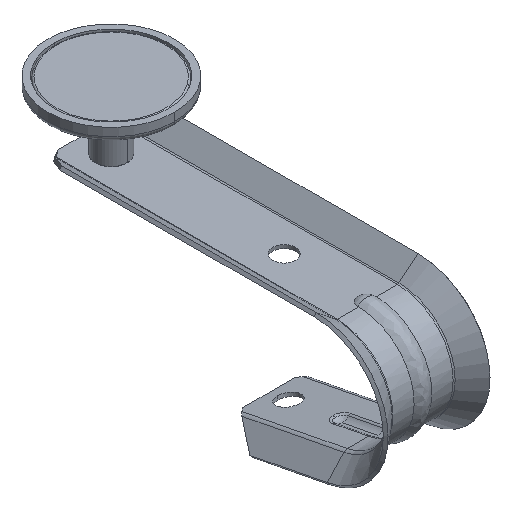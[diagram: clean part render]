
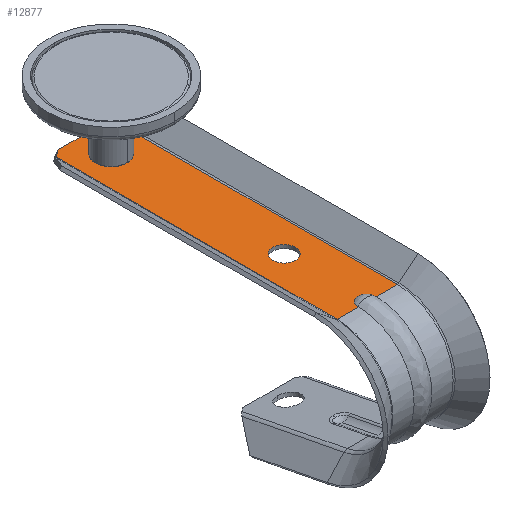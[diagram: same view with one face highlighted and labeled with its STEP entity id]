
A CAD part, isometric view. The second image highlights one B-rep face of the part: STEP entity #12877.
In plain terms, the highlighted planar face has unit normal (0, 0, 1).
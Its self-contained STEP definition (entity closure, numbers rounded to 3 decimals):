
#106 = LINE ( 'NONE', #1250, #13200 ) ;
#145 = VECTOR ( 'NONE', #9485, 1000. ) ;
#162 = EDGE_CURVE ( 'NONE', #8866, #9585, #2726, .T. ) ;
#177 = VECTOR ( 'NONE', #10307, 1000. ) ;
#351 = CARTESIAN_POINT ( 'NONE',  ( -2.794, -90.373, 1.067 ) ) ;
#862 = CARTESIAN_POINT ( 'NONE',  ( -9.525, -90.373, 1.067 ) ) ;
#925 = ORIENTED_EDGE ( 'NONE', *, *, #12277, .T. ) ;
#964 = CARTESIAN_POINT ( 'NONE',  ( 0., -64.135, 1.067 ) ) ;
#1132 = VECTOR ( 'NONE', #5730, 1000. ) ;
#1250 = CARTESIAN_POINT ( 'NONE',  ( -2.794, -90.119, 1.067 ) ) ;
#1430 = ORIENTED_EDGE ( 'NONE', *, *, #10520, .T. ) ;
#1498 = AXIS2_PLACEMENT_3D ( 'NONE', #8295, #4527, #13014 ) ;
#1517 = CIRCLE ( 'NONE', #9396, 3.556 ) ;
#1543 = EDGE_LOOP ( 'NONE', ( #13293, #7736 ) ) ;
#1573 = EDGE_CURVE ( 'NONE', #9585, #8866, #5708, .T. ) ;
#1607 = CARTESIAN_POINT ( 'NONE',  ( -9.525, 0., 1.067 ) ) ;
#1721 = ORIENTED_EDGE ( 'NONE', *, *, #14525, .F. ) ;
#1880 = VERTEX_POINT ( 'NONE', #11288 ) ;
#2373 = CIRCLE ( 'NONE', #8044, 3.556 ) ;
#2434 = CARTESIAN_POINT ( 'NONE',  ( 9.525, -1.697, 1.067 ) ) ;
#2489 = AXIS2_PLACEMENT_3D ( 'NONE', #13800, #11690, #14960 ) ;
#2726 = CIRCLE ( 'NONE', #13339, 3.556 ) ;
#2868 = LINE ( 'NONE', #8509, #6477 ) ;
#3007 = DIRECTION ( 'NONE',  ( 0., 0., 1. ) ) ;
#3079 = CARTESIAN_POINT ( 'NONE',  ( 0., -64.135, 1.067 ) ) ;
#3360 = PLANE ( 'NONE',  #1498 ) ;
#3706 = VERTEX_POINT ( 'NONE', #14343 ) ;
#3786 = CARTESIAN_POINT ( 'NONE',  ( -9.525, 0., 1.067 ) ) ;
#3791 = ORIENTED_EDGE ( 'NONE', *, *, #11581, .T. ) ;
#3966 = EDGE_CURVE ( 'NONE', #11484, #9343, #2868, .T. ) ;
#4331 = CIRCLE ( 'NONE', #14948, 2.794 ) ;
#4383 = CARTESIAN_POINT ( 'NONE',  ( 9.525, 0., 1.067 ) ) ;
#4527 = DIRECTION ( 'NONE',  ( 0., 0., -1. ) ) ;
#4608 = CARTESIAN_POINT ( 'NONE',  ( 2.794, -90.119, 1.067 ) ) ;
#4788 = LINE ( 'NONE', #3786, #145 ) ;
#4849 = DIRECTION ( 'NONE',  ( 0., -1., 0. ) ) ;
#5255 = EDGE_CURVE ( 'NONE', #3706, #6021, #14283, .T. ) ;
#5278 = VERTEX_POINT ( 'NONE', #10695 ) ;
#5287 = LINE ( 'NONE', #12377, #7302 ) ;
#5319 = CARTESIAN_POINT ( 'NONE',  ( -2.794, -90.119, 1.067 ) ) ;
#5547 = EDGE_CURVE ( 'NONE', #11484, #9781, #12948, .T. ) ;
#5568 = DIRECTION ( 'NONE',  ( -0.789, -0.614, 0. ) ) ;
#5708 = CIRCLE ( 'NONE', #2489, 3.556 ) ;
#5730 = DIRECTION ( 'NONE',  ( 1., 0., 0. ) ) ;
#5741 = ORIENTED_EDGE ( 'NONE', *, *, #10235, .F. ) ;
#5810 = ORIENTED_EDGE ( 'NONE', *, *, #3966, .T. ) ;
#6021 = VERTEX_POINT ( 'NONE', #6209 ) ;
#6209 = CARTESIAN_POINT ( 'NONE',  ( -9.525, -90.373, 1.067 ) ) ;
#6339 = CARTESIAN_POINT ( 'NONE',  ( -3.556, -9.525, 1.067 ) ) ;
#6477 = VECTOR ( 'NONE', #11896, 1000. ) ;
#6519 = DIRECTION ( 'NONE',  ( 1., 0., 0. ) ) ;
#6734 = CARTESIAN_POINT ( 'NONE',  ( -7.345, 0., 1.067 ) ) ;
#7060 = FACE_BOUND ( 'NONE', #1543, .T. ) ;
#7298 = LINE ( 'NONE', #4608, #9271 ) ;
#7302 = VECTOR ( 'NONE', #6519, 1000. ) ;
#7373 = ORIENTED_EDGE ( 'NONE', *, *, #5547, .F. ) ;
#7475 = VERTEX_POINT ( 'NONE', #13917 ) ;
#7631 = DIRECTION ( 'NONE',  ( 1., 0., 0. ) ) ;
#7736 = ORIENTED_EDGE ( 'NONE', *, *, #1573, .F. ) ;
#7785 = DIRECTION ( 'NONE',  ( 1., 0., 0. ) ) ;
#8044 = AXIS2_PLACEMENT_3D ( 'NONE', #964, #15254, #10517 ) ;
#8216 = FACE_OUTER_BOUND ( 'NONE', #11516, .T. ) ;
#8268 = EDGE_LOOP ( 'NONE', ( #1721, #15086 ) ) ;
#8295 = CARTESIAN_POINT ( 'NONE',  ( -9.525, 0., 1.067 ) ) ;
#8509 = CARTESIAN_POINT ( 'NONE',  ( 2.975, 3.402, 1.067 ) ) ;
#8866 = VERTEX_POINT ( 'NONE', #13160 ) ;
#9266 = CARTESIAN_POINT ( 'NONE',  ( 0., -9.525, 1.067 ) ) ;
#9271 = VECTOR ( 'NONE', #9370, 1000. ) ;
#9343 = VERTEX_POINT ( 'NONE', #15184 ) ;
#9370 = DIRECTION ( 'NONE',  ( 0., -1., 0. ) ) ;
#9396 = AXIS2_PLACEMENT_3D ( 'NONE', #3079, #3007, #7785 ) ;
#9413 = VERTEX_POINT ( 'NONE', #351 ) ;
#9485 = DIRECTION ( 'NONE',  ( 1., 0., 0. ) ) ;
#9585 = VERTEX_POINT ( 'NONE', #6339 ) ;
#9781 = VERTEX_POINT ( 'NONE', #11913 ) ;
#9797 = CARTESIAN_POINT ( 'NONE',  ( 0., -90.119, 1.067 ) ) ;
#9970 = VERTEX_POINT ( 'NONE', #12539 ) ;
#10235 = EDGE_CURVE ( 'NONE', #12601, #9413, #106, .T. ) ;
#10307 = DIRECTION ( 'NONE',  ( 0., -1., 0. ) ) ;
#10517 = DIRECTION ( 'NONE',  ( 1., 0., 0. ) ) ;
#10520 = EDGE_CURVE ( 'NONE', #6021, #9413, #11419, .T. ) ;
#10655 = DIRECTION ( 'NONE',  ( 0., -1., 0. ) ) ;
#10694 = EDGE_CURVE ( 'NONE', #12266, #9343, #4788, .T. ) ;
#10695 = CARTESIAN_POINT ( 'NONE',  ( 3.556, -64.135, 1.067 ) ) ;
#10819 = EDGE_CURVE ( 'NONE', #9970, #12601, #4331, .T. ) ;
#11288 = CARTESIAN_POINT ( 'NONE',  ( -3.556, -64.135, 1.067 ) ) ;
#11374 = VECTOR ( 'NONE', #5568, 1000. ) ;
#11419 = LINE ( 'NONE', #862, #1132 ) ;
#11484 = VERTEX_POINT ( 'NONE', #2434 ) ;
#11516 = EDGE_LOOP ( 'NONE', ( #12512, #13512, #13527, #1430, #5741, #12826, #3791, #925, #7373, #5810 ) ) ;
#11581 = EDGE_CURVE ( 'NONE', #9970, #7475, #7298, .T. ) ;
#11690 = DIRECTION ( 'NONE',  ( 0., 0., 1. ) ) ;
#11896 = DIRECTION ( 'NONE',  ( -0.789, 0.614, 0. ) ) ;
#11913 = CARTESIAN_POINT ( 'NONE',  ( 9.525, -90.373, 1.067 ) ) ;
#12060 = EDGE_CURVE ( 'NONE', #1880, #5278, #2373, .T. ) ;
#12266 = VERTEX_POINT ( 'NONE', #6734 ) ;
#12277 = EDGE_CURVE ( 'NONE', #7475, #9781, #5287, .T. ) ;
#12377 = CARTESIAN_POINT ( 'NONE',  ( -9.525, -90.373, 1.067 ) ) ;
#12493 = VECTOR ( 'NONE', #4849, 1000. ) ;
#12512 = ORIENTED_EDGE ( 'NONE', *, *, #10694, .F. ) ;
#12539 = CARTESIAN_POINT ( 'NONE',  ( 2.794, -90.119, 1.067 ) ) ;
#12601 = VERTEX_POINT ( 'NONE', #5319 ) ;
#12745 = CARTESIAN_POINT ( 'NONE',  ( -7.648, -0.236, 1.067 ) ) ;
#12826 = ORIENTED_EDGE ( 'NONE', *, *, #10819, .F. ) ;
#12877 = ADVANCED_FACE ( 'NONE', ( #7060, #13953, #8216 ), #3360, .F. ) ;
#12948 = LINE ( 'NONE', #4383, #177 ) ;
#13014 = DIRECTION ( 'NONE',  ( -1., 0., 0. ) ) ;
#13160 = CARTESIAN_POINT ( 'NONE',  ( 3.556, -9.525, 1.067 ) ) ;
#13200 = VECTOR ( 'NONE', #10655, 1000. ) ;
#13293 = ORIENTED_EDGE ( 'NONE', *, *, #162, .F. ) ;
#13339 = AXIS2_PLACEMENT_3D ( 'NONE', #9266, #14007, #13528 ) ;
#13512 = ORIENTED_EDGE ( 'NONE', *, *, #14921, .T. ) ;
#13527 = ORIENTED_EDGE ( 'NONE', *, *, #5255, .T. ) ;
#13528 = DIRECTION ( 'NONE',  ( 1., 0., 0. ) ) ;
#13800 = CARTESIAN_POINT ( 'NONE',  ( 0., -9.525, 1.067 ) ) ;
#13917 = CARTESIAN_POINT ( 'NONE',  ( 2.794, -90.373, 1.067 ) ) ;
#13953 = FACE_BOUND ( 'NONE', #8268, .T. ) ;
#13991 = LINE ( 'NONE', #12745, #11374 ) ;
#14007 = DIRECTION ( 'NONE',  ( 0., 0., 1. ) ) ;
#14283 = LINE ( 'NONE', #1607, #12493 ) ;
#14343 = CARTESIAN_POINT ( 'NONE',  ( -9.525, -1.697, 1.067 ) ) ;
#14525 = EDGE_CURVE ( 'NONE', #5278, #1880, #1517, .T. ) ;
#14682 = DIRECTION ( 'NONE',  ( 0., 0., 1. ) ) ;
#14921 = EDGE_CURVE ( 'NONE', #12266, #3706, #13991, .T. ) ;
#14948 = AXIS2_PLACEMENT_3D ( 'NONE', #9797, #14682, #7631 ) ;
#14960 = DIRECTION ( 'NONE',  ( 1., 0., 0. ) ) ;
#15086 = ORIENTED_EDGE ( 'NONE', *, *, #12060, .F. ) ;
#15184 = CARTESIAN_POINT ( 'NONE',  ( 7.345, 0., 1.067 ) ) ;
#15254 = DIRECTION ( 'NONE',  ( 0., 0., 1. ) ) ;
